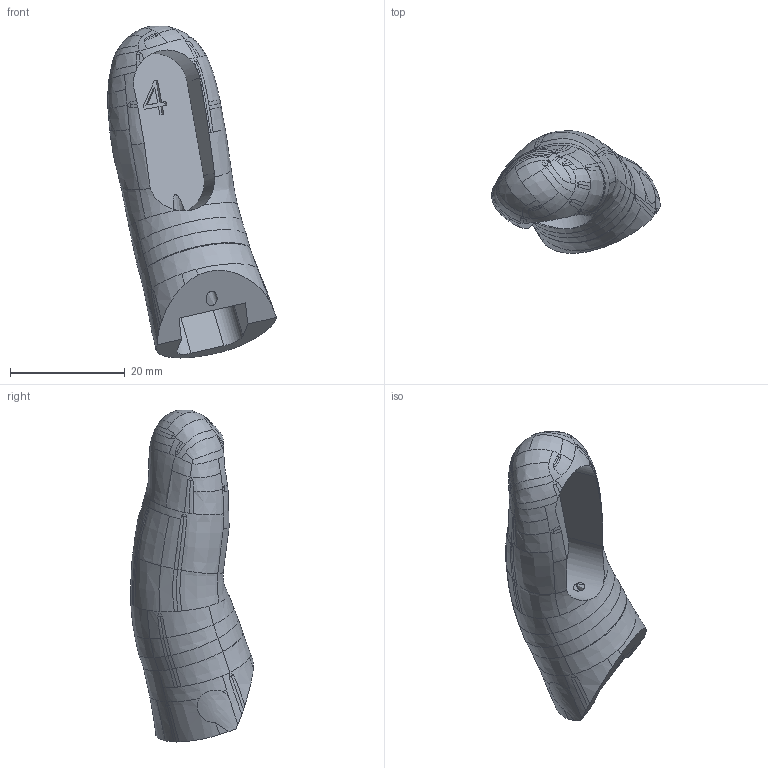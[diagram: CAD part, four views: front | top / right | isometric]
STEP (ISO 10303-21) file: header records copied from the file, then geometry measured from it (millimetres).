
FILE_DESCRIPTION(/* description */ (''),/* implementation_level */ '2;1');
FILE_NAME(/* name */ 'Finger 4T.step',/* time_stamp */ '2025-04-19T08:14:35+02:00',/* author */ (''),/* organization */ (''),/* preprocessor_version */ 'ST-DEVELOPER v20.1',/* originating_system */ 'Autodesk Translation Framework v14.4.0.0',/* authorisation */ '');
FILE_SCHEMA (('AUTOMOTIVE_DESIGN { 1 0 10303 214 3 1 1 }'));
Products named in the file (1): Finger 4T
Bounding box: 29.44 x 21.38 x 57.93 mm (x, y, z)
Volume: 9088.5 mm3; surface area: 4515.6 mm2
Topology: 1 solids, 1 shells, 232 faces, 633 edges, 403 vertices
Faces by surface type: bspline 195, plane 28, cylinder 7, torus 2
Full cylindrical faces by diameter (mm): 2 x1
Entity records: 42714 total; most frequent: CARTESIAN_POINT 38421, ORIENTED_EDGE 1264, EDGE_CURVE 632, B_SPLINE_CURVE_WITH_KNOTS 513, VERTEX_POINT 403, EDGE_LOOP 237, FACE_OUTER_BOUND 232, ADVANCED_FACE 232
